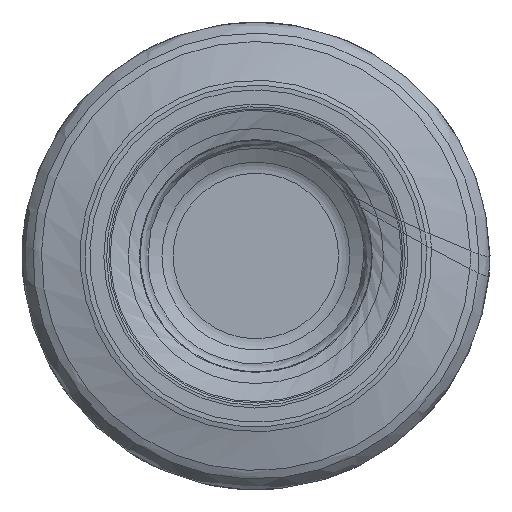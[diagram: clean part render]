
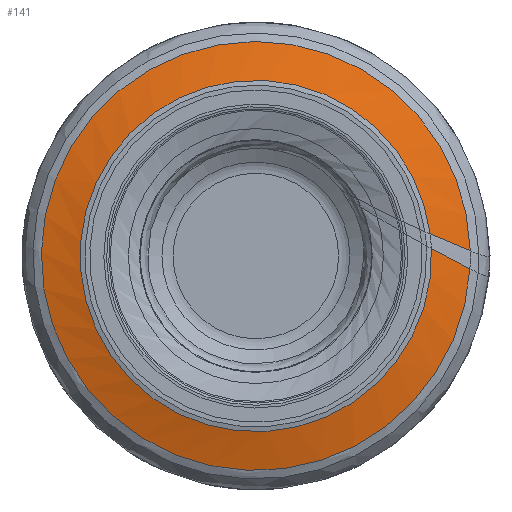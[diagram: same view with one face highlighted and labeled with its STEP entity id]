
A CAD part, left-side view. The second image highlights one B-rep face of the part: STEP entity #141.
In plain terms, the highlighted free-form (B-spline) face has degree [1, 3] with [2, 7] control points.
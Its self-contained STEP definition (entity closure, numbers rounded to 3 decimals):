
#141=ADVANCED_FACE('',(#289),#223,.F.);
#223=(
BOUNDED_SURFACE()
B_SPLINE_SURFACE(1,3,((#2098,#2099,#2100,#2101,#2102,#2103,#2104),(#2105,
#2106,#2107,#2108,#2109,#2110,#2111)),.UNSPECIFIED.,.F.,.F.,.F.)
B_SPLINE_SURFACE_WITH_KNOTS((2,2),(4,3,4),(0.,1.),(0.,0.5,1.),
 .UNSPECIFIED.)
GEOMETRIC_REPRESENTATION_ITEM()
RATIONAL_B_SPLINE_SURFACE(((1.,0.347,0.347,1.,0.347,
0.347,1.),(1.,0.347,0.347,1.,0.347,
0.347,1.)))
REPRESENTATION_ITEM('')
SURFACE()
);
#289=FACE_OUTER_BOUND('',#357,.T.);
#357=EDGE_LOOP('',(#664,#665,#666,#667));
#465=CIRCLE('',#1193,7.877);
#466=CIRCLE('',#1194,9.616);
#664=ORIENTED_EDGE('',*,*,#908,.F.);
#665=ORIENTED_EDGE('',*,*,#992,.F.);
#666=ORIENTED_EDGE('',*,*,#909,.F.);
#667=ORIENTED_EDGE('',*,*,#991,.T.);
#816=VERTEX_POINT('',#1608);
#817=VERTEX_POINT('',#1609);
#818=VERTEX_POINT('',#1621);
#819=VERTEX_POINT('',#1622);
#908=EDGE_CURVE('',#818,#816,#1046,.T.);
#909=EDGE_CURVE('',#817,#819,#1047,.T.);
#991=EDGE_CURVE('',#817,#816,#465,.T.);
#992=EDGE_CURVE('',#819,#818,#466,.T.);
#1046=LINE('',#1623,#1100);
#1047=LINE('',#1624,#1101);
#1100=VECTOR('',#1289,1.);
#1101=VECTOR('',#1290,1.);
#1193=AXIS2_PLACEMENT_3D('',#2082,#1409,#1410);
#1194=AXIS2_PLACEMENT_3D('',#2097,#1411,#1412);
#1289=DIRECTION('',(-0.239,0.894,0.378));
#1290=DIRECTION('',(0.239,-0.86,-0.451));
#1409=DIRECTION('',(1.,0.,0.));
#1410=DIRECTION('',(0.,-0.999,0.043));
#1411=DIRECTION('',(1.,0.,0.));
#1412=DIRECTION('',(0.,-0.998,-0.06));
#1608=CARTESIAN_POINT('',(0.094,-7.815,0.992));
#1609=CARTESIAN_POINT('',(0.094,-7.87,0.335));
#1621=CARTESIAN_POINT('',(0.575,-9.613,0.232));
#1622=CARTESIAN_POINT('',(0.575,-9.599,-0.572));
#1623=CARTESIAN_POINT('',(0.094,-7.815,0.992));
#1624=CARTESIAN_POINT('',(0.094,-7.87,0.335));
#2082=CARTESIAN_POINT('',(0.094,0.,0.));
#2097=CARTESIAN_POINT('',(0.575,0.,0.));
#2098=CARTESIAN_POINT('',(0.094,-7.87,0.335));
#2099=CARTESIAN_POINT('',(0.094,-8.514,-14.77));
#2100=CARTESIAN_POINT('',(0.094,6.575,-15.729));
#2101=CARTESIAN_POINT('',(0.094,7.849,-0.664));
#2102=CARTESIAN_POINT('',(0.094,9.124,14.401));
#2103=CARTESIAN_POINT('',(0.094,-5.911,15.99));
#2104=CARTESIAN_POINT('',(0.094,-7.815,0.992));
#2105=CARTESIAN_POINT('',(0.575,-9.599,-0.572));
#2106=CARTESIAN_POINT('',(0.575,-8.501,-18.996));
#2107=CARTESIAN_POINT('',(0.575,9.942,-18.283));
#2108=CARTESIAN_POINT('',(0.575,9.615,0.17));
#2109=CARTESIAN_POINT('',(0.575,9.287,18.624));
#2110=CARTESIAN_POINT('',(0.575,-9.169,18.682));
#2111=CARTESIAN_POINT('',(0.575,-9.613,0.232));
